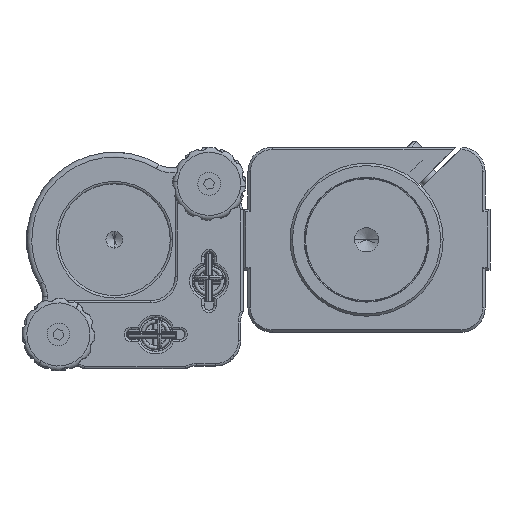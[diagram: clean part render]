
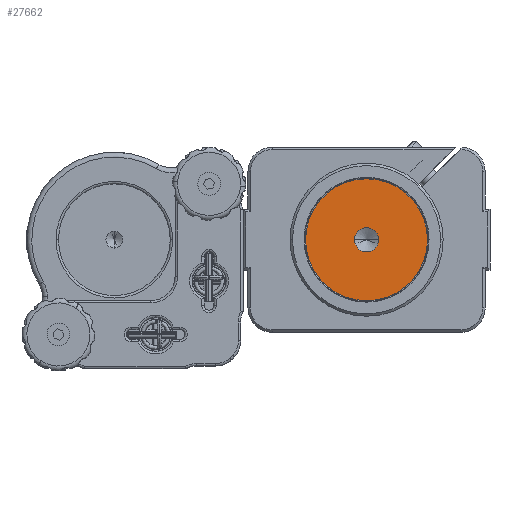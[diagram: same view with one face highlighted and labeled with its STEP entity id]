
A CAD part, front view. The second image highlights one B-rep face of the part: STEP entity #27662.
In plain terms, the highlighted planar face has unit normal (0, -1, 0).
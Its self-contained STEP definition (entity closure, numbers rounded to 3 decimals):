
#1558 = DIRECTION ( 'NONE',  ( -1., 0., 0. ) ) ;
#2103 = DIRECTION ( 'NONE',  ( 1., 0., 0. ) ) ;
#2743 = VERTEX_POINT ( 'NONE', #54353 ) ;
#3248 = CARTESIAN_POINT ( 'NONE',  ( 0., -207.615, 0. ) ) ;
#3969 = CARTESIAN_POINT ( 'NONE',  ( -12.55, -207.615, 0. ) ) ;
#4858 = ORIENTED_EDGE ( 'NONE', *, *, #52089, .T. ) ;
#5109 = EDGE_LOOP ( 'NONE', ( #24149, #41588 ) ) ;
#10023 = CARTESIAN_POINT ( 'NONE',  ( 0., -207.615, -12.55 ) ) ;
#11174 = DIRECTION ( 'NONE',  ( 0., -1., 0. ) ) ;
#11390 = AXIS2_PLACEMENT_3D ( 'NONE', #33593, #28632, #24858 ) ;
#13860 = EDGE_CURVE ( 'NONE', #52020, #2743, #29857, .T. ) ;
#15704 = CIRCLE ( 'NONE', #22048, 12.55 ) ;
#16850 = EDGE_CURVE ( 'NONE', #23746, #28213, #32770, .T. ) ;
#22048 = AXIS2_PLACEMENT_3D ( 'NONE', #24025, #11174, #2103 ) ;
#22732 = ORIENTED_EDGE ( 'NONE', *, *, #16850, .T. ) ;
#22876 = FACE_BOUND ( 'NONE', #48696, .T. ) ;
#23746 = VERTEX_POINT ( 'NONE', #28146 ) ;
#24025 = CARTESIAN_POINT ( 'NONE',  ( 0., -207.615, 0. ) ) ;
#24149 = ORIENTED_EDGE ( 'NONE', *, *, #34762, .T. ) ;
#24858 = DIRECTION ( 'NONE',  ( 1., 0., 0. ) ) ;
#27662 = ADVANCED_FACE ( 'NONE', ( #22876, #28562 ), #55493, .F. ) ;
#28146 = CARTESIAN_POINT ( 'NONE',  ( 2.5, -207.615, 0. ) ) ;
#28213 = VERTEX_POINT ( 'NONE', #37497 ) ;
#28562 = FACE_OUTER_BOUND ( 'NONE', #5109, .T. ) ;
#28632 = DIRECTION ( 'NONE',  ( 0., -1., 0. ) ) ;
#29857 = CIRCLE ( 'NONE', #11390, 12.55 ) ;
#32770 = CIRCLE ( 'NONE', #43370, 2.5 ) ;
#33593 = CARTESIAN_POINT ( 'NONE',  ( 0., -207.615, 0. ) ) ;
#34762 = EDGE_CURVE ( 'NONE', #2743, #52020, #15704, .T. ) ;
#36748 = DIRECTION ( 'NONE',  ( 0., 1., 0. ) ) ;
#37339 = CARTESIAN_POINT ( 'NONE',  ( 0., -207.615, 0. ) ) ;
#37497 = CARTESIAN_POINT ( 'NONE',  ( -2.5, -207.615, 0. ) ) ;
#39633 = DIRECTION ( 'NONE',  ( -1., 0., 0. ) ) ;
#41588 = ORIENTED_EDGE ( 'NONE', *, *, #13860, .T. ) ;
#43370 = AXIS2_PLACEMENT_3D ( 'NONE', #3248, #48725, #39633 ) ;
#46634 = DIRECTION ( 'NONE',  ( 0., 1., 0. ) ) ;
#48696 = EDGE_LOOP ( 'NONE', ( #22732, #4858 ) ) ;
#48725 = DIRECTION ( 'NONE',  ( 0., 1., 0. ) ) ;
#50014 = CIRCLE ( 'NONE', #56825, 2.5 ) ;
#50554 = DIRECTION ( 'NONE',  ( -1., 0., 0. ) ) ;
#52020 = VERTEX_POINT ( 'NONE', #3969 ) ;
#52089 = EDGE_CURVE ( 'NONE', #28213, #23746, #50014, .T. ) ;
#52106 = AXIS2_PLACEMENT_3D ( 'NONE', #10023, #46634, #1558 ) ;
#54353 = CARTESIAN_POINT ( 'NONE',  ( 12.55, -207.615, 0. ) ) ;
#55493 = PLANE ( 'NONE',  #52106 ) ;
#56825 = AXIS2_PLACEMENT_3D ( 'NONE', #37339, #36748, #50554 ) ;
